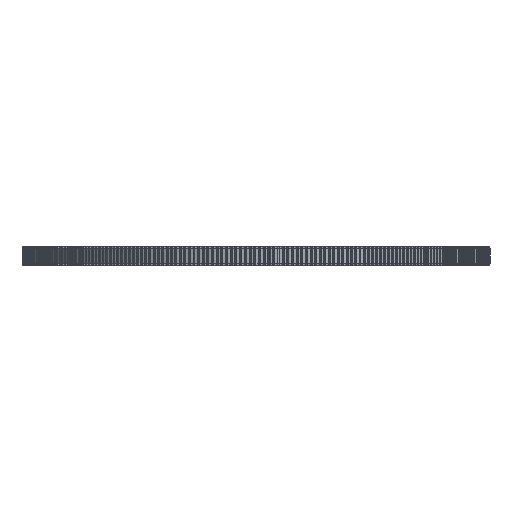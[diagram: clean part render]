
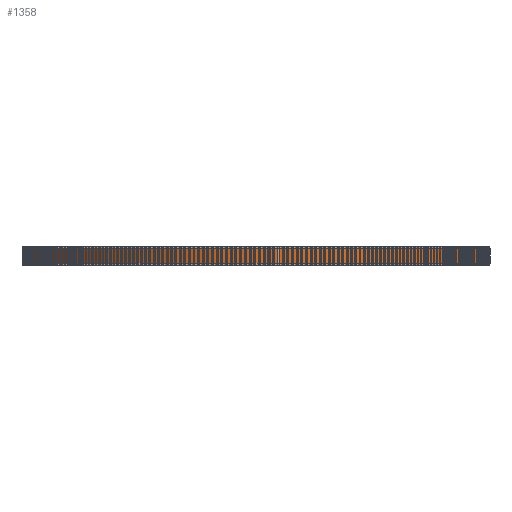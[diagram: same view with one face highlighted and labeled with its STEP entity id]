
A CAD part, left-side view. The second image highlights one B-rep face of the part: STEP entity #1358.
In plain terms, the highlighted cylindrical face has radius 98.358 mm (diameter 196.716 mm), a full revolution.
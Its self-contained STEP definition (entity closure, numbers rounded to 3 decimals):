
#97=FACE_BOUND('',#5072,.T.);
#98=FACE_BOUND('',#5073,.T.);
#1358=ADVANCED_FACE('',(#97,#98),#2595,.T.);
#2595=CYLINDRICAL_SURFACE('',#27335,98.358);
#5072=EDGE_LOOP('',(#14962));
#5073=EDGE_LOOP('',(#14963));
#14962=ORIENTED_EDGE('',*,*,#21146,.T.);
#14963=ORIENTED_EDGE('',*,*,#21147,.T.);
#17436=VERTEX_POINT('',#43420);
#17437=VERTEX_POINT('',#43422);
#21146=EDGE_CURVE('',#17436,#17436,#23620,.T.);
#21147=EDGE_CURVE('',#17437,#17437,#23621,.T.);
#23620=CIRCLE('',#27333,98.358);
#23621=CIRCLE('',#27334,98.358);
#27333=AXIS2_PLACEMENT_3D('',#43419,#35994,#35995);
#27334=AXIS2_PLACEMENT_3D('',#43421,#35996,#35997);
#27335=AXIS2_PLACEMENT_3D('',#43423,#35998,#35999);
#35994=DIRECTION('',(0.,0.,1.));
#35995=DIRECTION('',(1.,0.,0.));
#35996=DIRECTION('',(0.,0.,-1.));
#35997=DIRECTION('',(1.,0.,0.));
#35998=DIRECTION('',(0.,0.,1.));
#35999=DIRECTION('',(1.,0.,0.));
#43419=CARTESIAN_POINT('',(0.,0.,1.));
#43420=CARTESIAN_POINT('',(98.358,0.,1.));
#43421=CARTESIAN_POINT('',(0.,0.,7.));
#43422=CARTESIAN_POINT('',(98.358,0.,7.));
#43423=CARTESIAN_POINT('',(0.,0.,1.));
